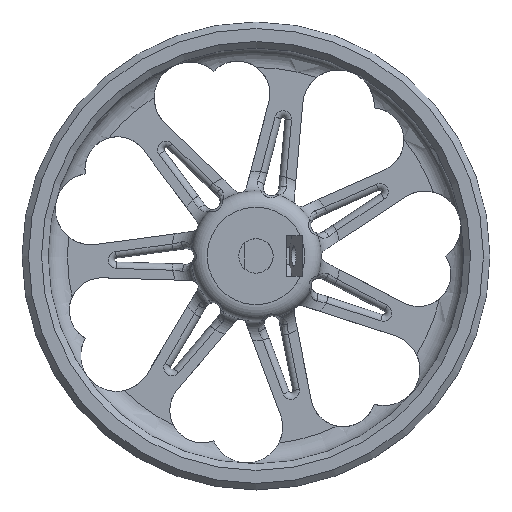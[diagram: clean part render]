
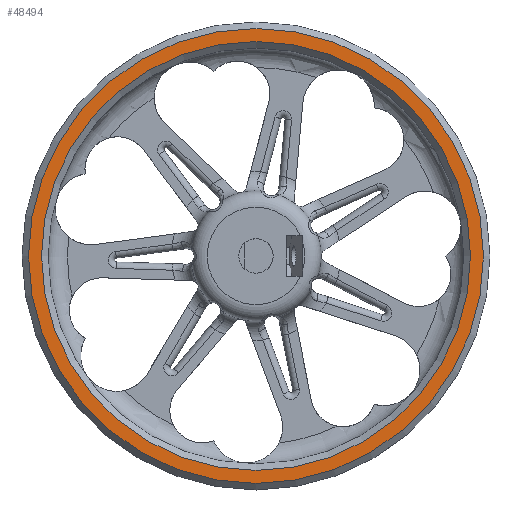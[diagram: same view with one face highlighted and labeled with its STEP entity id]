
A CAD part, top view. The second image highlights one B-rep face of the part: STEP entity #48494.
In plain terms, the highlighted planar face has unit normal (0, 0, 1).
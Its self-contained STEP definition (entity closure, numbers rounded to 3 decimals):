
#43297 = CONICAL_SURFACE('',#43298,32.,0.785);
#43298 = AXIS2_PLACEMENT_3D('',#43299,#43300,#43301);
#43299 = CARTESIAN_POINT('',(0.,0.,7.));
#43300 = DIRECTION('',(0.,0.,1.));
#43301 = DIRECTION('',(1.,0.,0.));
#48303 = VERTEX_POINT('',#48304);
#48304 = CARTESIAN_POINT('',(33.,0.,8.));
#48325 = EDGE_CURVE('',#48303,#48303,#48326,.T.);
#48326 = SURFACE_CURVE('',#48327,(#48332,#48339),.PCURVE_S1.);
#48327 = CIRCLE('',#48328,33.);
#48328 = AXIS2_PLACEMENT_3D('',#48329,#48330,#48331);
#48329 = CARTESIAN_POINT('',(0.,0.,8.));
#48330 = DIRECTION('',(0.,0.,-1.));
#48331 = DIRECTION('',(1.,0.,0.));
#48332 = PCURVE('',#43297,#48333);
#48333 = DEFINITIONAL_REPRESENTATION('',(#48334),#48338);
#48334 = LINE('',#48335,#48336);
#48335 = CARTESIAN_POINT('',(-0.,1.));
#48336 = VECTOR('',#48337,1.);
#48337 = DIRECTION('',(-1.,0.));
#48338 = ( GEOMETRIC_REPRESENTATION_CONTEXT(2) 
PARAMETRIC_REPRESENTATION_CONTEXT() REPRESENTATION_CONTEXT('2D SPACE',''
  ) );
#48339 = PCURVE('',#48340,#48345);
#48340 = PLANE('',#48341);
#48341 = AXIS2_PLACEMENT_3D('',#48342,#48343,#48344);
#48342 = CARTESIAN_POINT('',(0.,0.,8.));
#48343 = DIRECTION('',(0.,0.,-1.));
#48344 = DIRECTION('',(1.,0.,0.));
#48345 = DEFINITIONAL_REPRESENTATION('',(#48346),#48350);
#48346 = CIRCLE('',#48347,33.);
#48347 = AXIS2_PLACEMENT_2D('',#48348,#48349);
#48348 = CARTESIAN_POINT('',(0.,0.));
#48349 = DIRECTION('',(1.,0.));
#48350 = ( GEOMETRIC_REPRESENTATION_CONTEXT(2) 
PARAMETRIC_REPRESENTATION_CONTEXT() REPRESENTATION_CONTEXT('2D SPACE',''
  ) );
#48494 = ADVANCED_FACE('',(#48495,#48498),#48340,.F.);
#48495 = FACE_BOUND('',#48496,.T.);
#48496 = EDGE_LOOP('',(#48497));
#48497 = ORIENTED_EDGE('',*,*,#48325,.T.);
#48498 = FACE_BOUND('',#48499,.T.);
#48499 = EDGE_LOOP('',(#48500));
#48500 = ORIENTED_EDGE('',*,*,#48501,.F.);
#48501 = EDGE_CURVE('',#48502,#48502,#48504,.T.);
#48502 = VERTEX_POINT('',#48503);
#48503 = CARTESIAN_POINT('',(35.,0.,8.));
#48504 = SURFACE_CURVE('',#48505,(#48510,#48517),.PCURVE_S1.);
#48505 = CIRCLE('',#48506,35.);
#48506 = AXIS2_PLACEMENT_3D('',#48507,#48508,#48509);
#48507 = CARTESIAN_POINT('',(0.,0.,8.));
#48508 = DIRECTION('',(0.,0.,-1.));
#48509 = DIRECTION('',(1.,0.,0.));
#48510 = PCURVE('',#48340,#48511);
#48511 = DEFINITIONAL_REPRESENTATION('',(#48512),#48516);
#48512 = CIRCLE('',#48513,35.);
#48513 = AXIS2_PLACEMENT_2D('',#48514,#48515);
#48514 = CARTESIAN_POINT('',(0.,0.));
#48515 = DIRECTION('',(1.,0.));
#48516 = ( GEOMETRIC_REPRESENTATION_CONTEXT(2) 
PARAMETRIC_REPRESENTATION_CONTEXT() REPRESENTATION_CONTEXT('2D SPACE',''
  ) );
#48517 = PCURVE('',#48518,#48523);
#48518 = CONICAL_SURFACE('',#48519,36.,0.785);
#48519 = AXIS2_PLACEMENT_3D('',#48520,#48521,#48522);
#48520 = CARTESIAN_POINT('',(0.,0.,7.));
#48521 = DIRECTION('',(0.,0.,-1.));
#48522 = DIRECTION('',(1.,0.,0.));
#48523 = DEFINITIONAL_REPRESENTATION('',(#48524),#48528);
#48524 = LINE('',#48525,#48526);
#48525 = CARTESIAN_POINT('',(0.,-1.));
#48526 = VECTOR('',#48527,1.);
#48527 = DIRECTION('',(1.,0.));
#48528 = ( GEOMETRIC_REPRESENTATION_CONTEXT(2) 
PARAMETRIC_REPRESENTATION_CONTEXT() REPRESENTATION_CONTEXT('2D SPACE',''
  ) );
